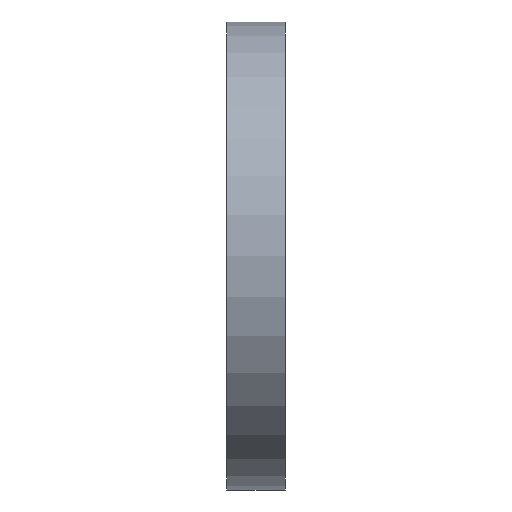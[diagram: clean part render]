
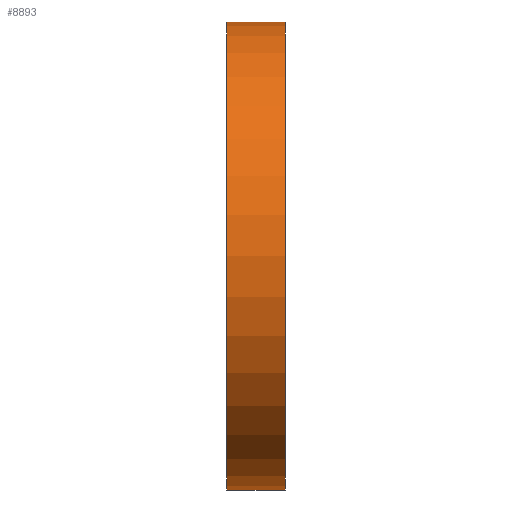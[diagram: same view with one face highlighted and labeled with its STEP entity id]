
A CAD part, left-side view. The second image highlights one B-rep face of the part: STEP entity #8893.
In plain terms, the highlighted cylindrical face has radius 15.975 mm (diameter 31.95 mm), a partial arc.
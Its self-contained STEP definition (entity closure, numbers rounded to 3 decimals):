
#157 = VERTEX_POINT ( 'NONE', #5887 ) ;
#552 = CARTESIAN_POINT ( 'NONE',  ( 0., 2., -15.975 ) ) ;
#726 = CARTESIAN_POINT ( 'NONE',  ( 0., 2., 15.975 ) ) ;
#1399 = AXIS2_PLACEMENT_3D ( 'NONE', #9456, #8101, #3680 ) ;
#1968 = EDGE_CURVE ( 'NONE', #9429, #157, #3431, .T. ) ;
#2472 = DIRECTION ( 'NONE',  ( 0., 1., 0. ) ) ;
#2475 = EDGE_CURVE ( 'NONE', #11136, #3486, #6831, .T. ) ;
#3327 = CARTESIAN_POINT ( 'NONE',  ( 0., 2., 15.975 ) ) ;
#3431 = LINE ( 'NONE', #12847, #9359 ) ;
#3486 = VERTEX_POINT ( 'NONE', #5295 ) ;
#3680 = DIRECTION ( 'NONE',  ( 0., 0., -1. ) ) ;
#4435 = DIRECTION ( 'NONE',  ( 0., -1., 0. ) ) ;
#5295 = CARTESIAN_POINT ( 'NONE',  ( 0., -2., 15.975 ) ) ;
#5887 = CARTESIAN_POINT ( 'NONE',  ( 0., -2., -15.975 ) ) ;
#5968 = DIRECTION ( 'NONE',  ( 0., 0., 1. ) ) ;
#6831 = LINE ( 'NONE', #3327, #11336 ) ;
#7332 = ORIENTED_EDGE ( 'NONE', *, *, #1968, .T. ) ;
#7941 = DIRECTION ( 'NONE',  ( 0., 1., 0. ) ) ;
#7993 = CARTESIAN_POINT ( 'NONE',  ( 0., 2., 0. ) ) ;
#8054 = ORIENTED_EDGE ( 'NONE', *, *, #9007, .T. ) ;
#8101 = DIRECTION ( 'NONE',  ( 0., -1., 0. ) ) ;
#8576 = CIRCLE ( 'NONE', #13063, 15.975 ) ;
#8893 = ADVANCED_FACE ( 'NONE', ( #12003 ), #9303, .T. ) ;
#9007 = EDGE_CURVE ( 'NONE', #157, #3486, #8576, .T. ) ;
#9299 = DIRECTION ( 'NONE',  ( 0., -1., 0. ) ) ;
#9303 = CYLINDRICAL_SURFACE ( 'NONE', #1399, 15.975 ) ;
#9344 = ORIENTED_EDGE ( 'NONE', *, *, #2475, .F. ) ;
#9359 = VECTOR ( 'NONE', #9299, 1000. ) ;
#9429 = VERTEX_POINT ( 'NONE', #552 ) ;
#9456 = CARTESIAN_POINT ( 'NONE',  ( 0., 2., 0. ) ) ;
#10321 = DIRECTION ( 'NONE',  ( 0., 0., 1. ) ) ;
#11136 = VERTEX_POINT ( 'NONE', #726 ) ;
#11187 = AXIS2_PLACEMENT_3D ( 'NONE', #7993, #7941, #10321 ) ;
#11336 = VECTOR ( 'NONE', #4435, 1000. ) ;
#11608 = CARTESIAN_POINT ( 'NONE',  ( 0., -2., 0. ) ) ;
#12003 = FACE_OUTER_BOUND ( 'NONE', #14718, .T. ) ;
#12124 = ORIENTED_EDGE ( 'NONE', *, *, #12600, .F. ) ;
#12600 = EDGE_CURVE ( 'NONE', #9429, #11136, #14909, .T. ) ;
#12847 = CARTESIAN_POINT ( 'NONE',  ( 0., 2., -15.975 ) ) ;
#13063 = AXIS2_PLACEMENT_3D ( 'NONE', #11608, #2472, #5968 ) ;
#14718 = EDGE_LOOP ( 'NONE', ( #9344, #12124, #7332, #8054 ) ) ;
#14909 = CIRCLE ( 'NONE', #11187, 15.975 ) ;
